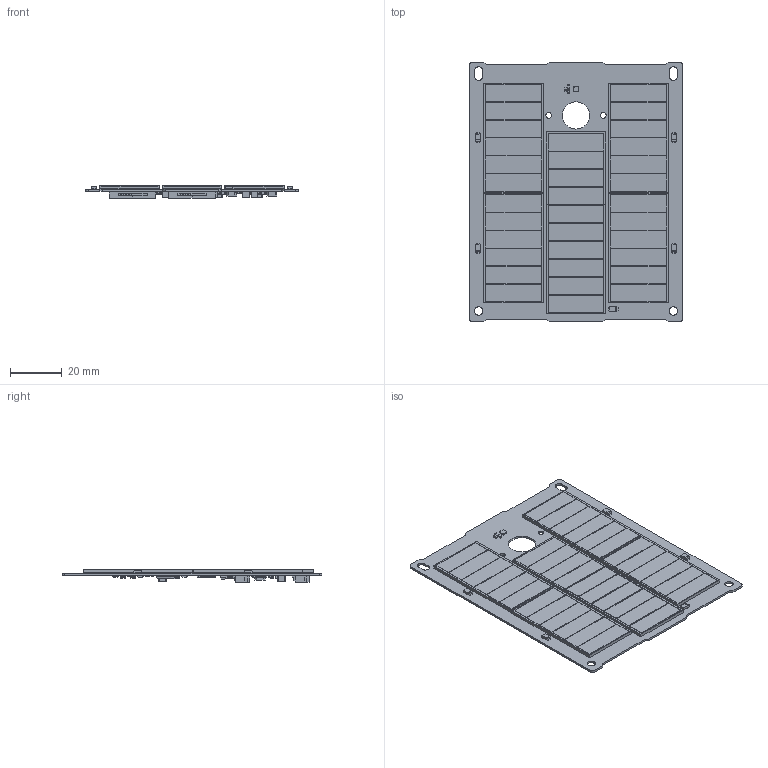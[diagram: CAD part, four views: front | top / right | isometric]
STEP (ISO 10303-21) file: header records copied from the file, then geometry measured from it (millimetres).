
FILE_DESCRIPTION(('KiCad electronic assembly'),'2;1');
FILE_NAME('Avionics-SolarPanels.step','2025-05-26T17:47:55',('Pcbnew'),( 'Kicad'),'Open CASCADE STEP processor 7.8','KiCad to STEP converter' ,'Unknown');
FILE_SCHEMA(('AUTOMOTIVE_DESIGN { 1 0 10303 214 1 1 1 1 }'));
Length unit declared in the file: millimetre
Products named in the file (48): Avionics-SolarPanels 1; OPT4003DNPRQ1; SM141K06TF; C_0603_1608Metric; R_0603_1608Metric; SM141K10TF; D_PowerDI-123; SOT-363_SC-70-6; D_SOD-123F; TSOT-23-6; LPS4018-103MRC; C_1210_3225Metric; Fuse_0603_1608Metric; C_0805_2012Metric; SIRA99DP-T1-GE3; QFN-20-1EP_3x4mm_P0.5mm_EP1.65x2.65mm; DRV8235; BODY-QFN; FRAME-RTE0016C; SOLID; PIN1-ID; SOT-23; TE_1-84952-0_1x10-1MP_P1.0mm_Horizontal; SOT-23-6; R_2512_6332Metric; MSOP-10_3x3mm_P0.5mm; LED_0603_1608Metric; Avionics-SolarPanels_PCB
Assembly tree (215 placements, depth 4):
  Avionics-SolarPanels 1
    OPT4003DNPRQ1
    SM141K06TF  x5
    C_0603_1608Metric  x24
    R_0603_1608Metric  x89
    SM141K10TF
    D_PowerDI-123  x5
    SOT-363_SC-70-6  x12
    D_SOD-123F  x3
    TSOT-23-6  x3
    LPS4018-103MRC  x3
    C_1210_3225Metric  x10
    Fuse_0603_1608Metric  x10
    C_0805_2012Metric  x9
    SIRA99DP-T1-GE3  x4
    QFN-20-1EP_3x4mm_P0.5mm_EP1.65x2.65mm  x3
    DRV8235
      BODY-QFN
      FRAME-RTE0016C
        SOLID
        SOLID
        SOLID
        SOLID
        SOLID
        SOLID
        SOLID
        SOLID
        SOLID
        SOLID
        SOLID
        SOLID
        SOLID
        SOLID
        SOLID
        SOLID
        SOLID
        SOLID
        SOLID
        SOLID
        SOLID
      PIN1-ID
    SOT-23
    TE_1-84952-0_1x10-1MP_P1.0mm_Horizontal  x2
    SOT-23-6
    R_2512_6332Metric
    MSOP-10_3x3mm_P0.5mm
    LED_0603_1608Metric
    Avionics-SolarPanels_PCB
Bounding box: 82 x 100 x 4.73 mm (x, y, z)
Volume: 14443 mm3; surface area: 33556.2 mm2
Topology: 244 solids, 244 shells, 8787 faces, 22602 edges, 14486 vertices
Faces by surface type: plane 6186, cylinder 1930, bspline 621, extrusion 50
Full cylindrical faces by diameter (mm): 0.5 x4, 2.2 x2, 3 x12, 3.2 x2, 10.5 x1
Entity records: 73686 total; most frequent: CARTESIAN_POINT 11801, ORIENTED_EDGE 10618, DIRECTION 9892, EDGE_CURVE 5309, VECTOR 4524, LINE 4499, VERTEX_POINT 3408, AXIS2_PLACEMENT_3D 2684
